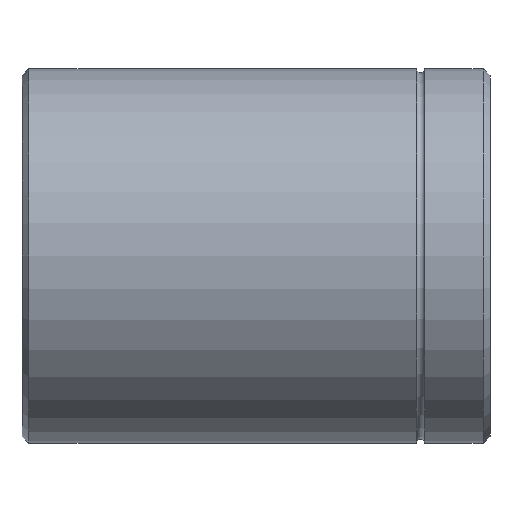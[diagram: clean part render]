
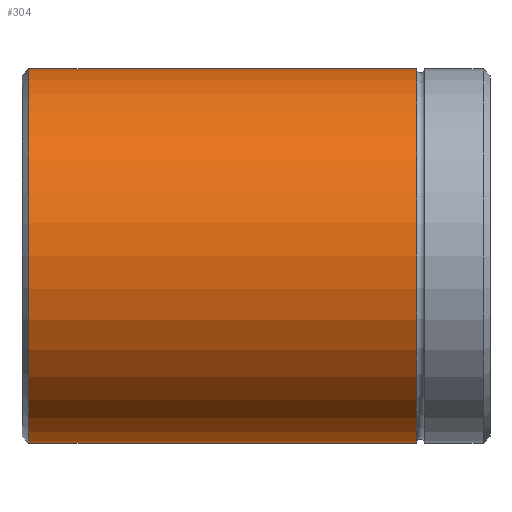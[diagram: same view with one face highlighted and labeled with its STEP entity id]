
A CAD part, front view. The second image highlights one B-rep face of the part: STEP entity #304.
In plain terms, the highlighted cylindrical face has radius 13.5 mm (diameter 27 mm), a full revolution.
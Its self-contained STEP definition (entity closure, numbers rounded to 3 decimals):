
#34=CYLINDRICAL_SURFACE('',#352,13.5);
#50=ORIENTED_EDGE('',*,*,#105,.T.);
#51=ORIENTED_EDGE('',*,*,#104,.T.);
#104=EDGE_CURVE('',#132,#132,#160,.T.);
#105=EDGE_CURVE('',#133,#133,#161,.F.);
#132=VERTEX_POINT('',#529);
#133=VERTEX_POINT('',#532);
#160=CIRCLE('',#351,13.5);
#161=CIRCLE('',#353,13.5);
#190=EDGE_LOOP('',(#50));
#191=EDGE_LOOP('',(#51));
#246=FACE_BOUND('',#190,.T.);
#247=FACE_BOUND('',#191,.T.);
#304=ADVANCED_FACE('',(#246,#247),#34,.T.);
#351=AXIS2_PLACEMENT_3D('',#528,#419,#420);
#352=AXIS2_PLACEMENT_3D('',#530,#421,#422);
#353=AXIS2_PLACEMENT_3D('',#531,#423,#424);
#419=DIRECTION('',(-1.,0.,0.));
#420=DIRECTION('',(0.,0.,1.));
#421=DIRECTION('',(-1.,0.,0.));
#422=DIRECTION('',(0.,0.,1.));
#423=DIRECTION('',(-1.,0.,0.));
#424=DIRECTION('',(0.,0.,1.));
#528=CARTESIAN_POINT('',(28.4,0.,0.));
#529=CARTESIAN_POINT('',(28.4,0.,13.5));
#530=CARTESIAN_POINT('',(-30.,0.,0.));
#531=CARTESIAN_POINT('',(0.5,0.,0.));
#532=CARTESIAN_POINT('',(0.5,0.,13.5));
